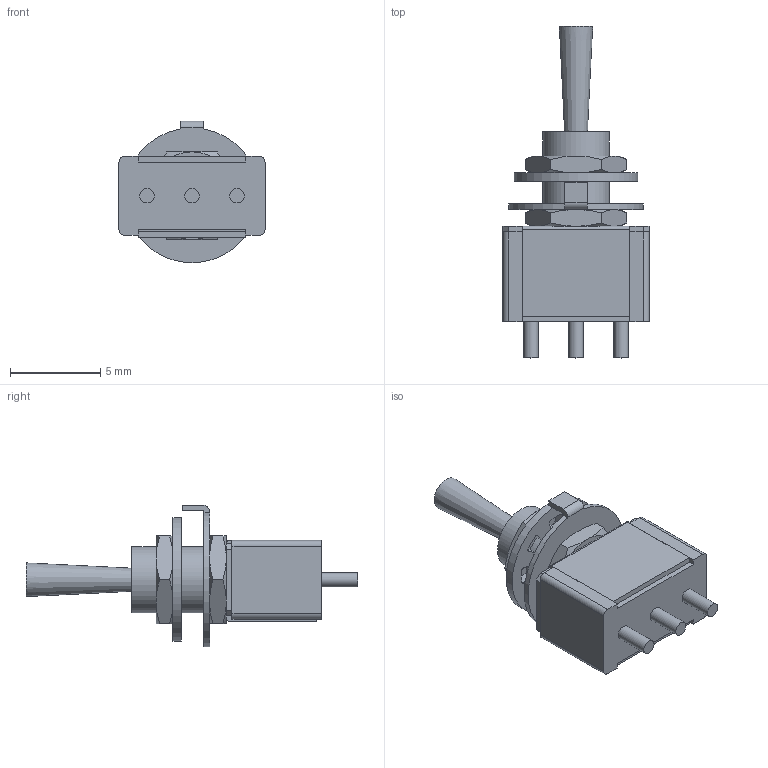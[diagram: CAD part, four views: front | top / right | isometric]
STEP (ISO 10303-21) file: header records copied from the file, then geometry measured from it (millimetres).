
FILE_DESCRIPTION(('FreeCAD Model'),'2;1');
FILE_NAME( 'smts-102.step', '2019-03-28T12:16:17',('Author'),(''), 'Open CASCADE STEP processor 6.8','FreeCAD','Unknown');
FILE_SCHEMA(('AUTOMOTIVE_DESIGN_CC2 { 1 2 10303 214 -1 1 5 4 }'));
Length unit declared in the file: millimetre
Products named in the file (12): SPDT_Toggle_Switch; SPDT_Toggle_Switch004; SPDT_Toggle_Switch007; SPDT_Toggle_Switch010; SPDT_Toggle_Switch011; SPDT_Toggle_Switch005; SPDT_Toggle_Switch006; SPDT_Toggle_Switch008; SPDT_Toggle_Switch001; SPDT_Toggle_Switch002; SPDT_Toggle_Switch009; SPDT_Toggle_Switch003
Bounding box: 8.1 x 18.4 x 7.85 mm (x, y, z)
Volume: 262.8 mm3; surface area: 787.5 mm2
Topology: 12 solids, 12 shells, 165 faces, 427 edges, 285 vertices
Faces by surface type: bspline 80, cylinder 50, cone 27, plane 6, sphere 2
Full cylindrical faces by diameter (mm): 0.8 x3, 2.679 x1, 3.676 x1, 3.738 x2, 4.05 x1, 6.853 x1
Entity records: 7439 total; most frequent: CARTESIAN_POINT 2393, ORIENTED_EDGE 852, DIRECTION 636, EDGE_CURVE 426, VERTEX_POINT 285, LINE 236, VECTOR 236, AXIS2_PLACEMENT_3D 200
